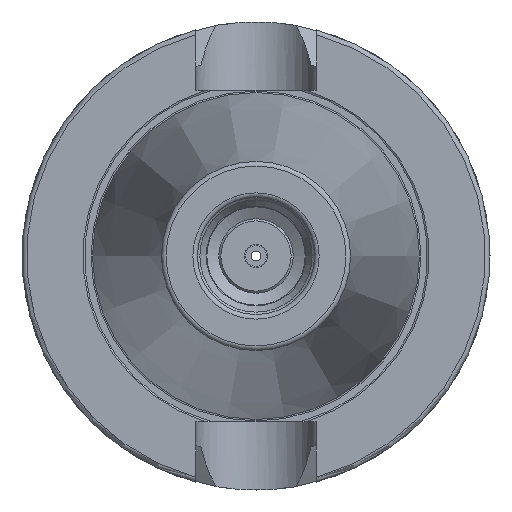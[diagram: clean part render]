
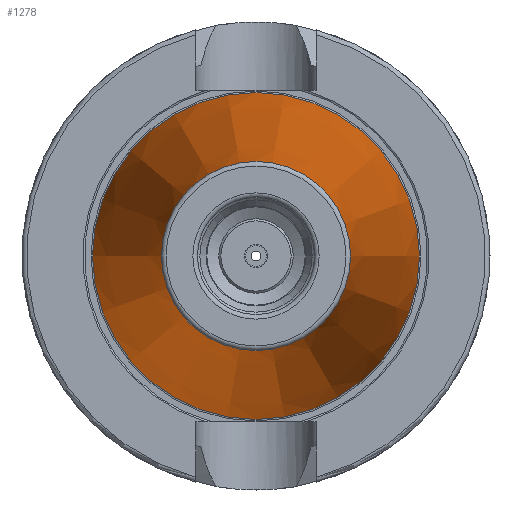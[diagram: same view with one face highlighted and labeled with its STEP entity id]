
A CAD part, left-side view. The second image highlights one B-rep face of the part: STEP entity #1278.
In plain terms, the highlighted conical face has half-angle 8.297 degrees and reference radius 27.564 mm.
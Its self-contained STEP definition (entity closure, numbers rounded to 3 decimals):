
#1251=CARTESIAN_POINT('',(-50.472,0.0,0.0));
#1252=DIRECTION('',(1.0,0.0,0.0));
#1253=DIRECTION('',(0.0,1.0,0.0));
#1254=AXIS2_PLACEMENT_3D('',#1251,#1252,#1253);
#1255=CONICAL_SURFACE('',#1254,27.564,8.297);
#1256=CARTESIAN_POINT('',(0.0,34.925,0.0));
#1257=VERTEX_POINT('',#1256);
#1258=CARTESIAN_POINT('',(0.0,0.0,0.0));
#1259=DIRECTION('',(1.0,0.0,0.0));
#1260=DIRECTION('',(0.0,1.0,0.0));
#1261=AXIS2_PLACEMENT_3D('',#1258,#1259,#1260);
#1262=CIRCLE('',#1261,34.925);
#1263=EDGE_CURVE('',#1257,#1257,#1262,.T.);
#1264=ORIENTED_EDGE('',*,*,#1263,.F.);
#1265=EDGE_LOOP('',(#1264));
#1266=FACE_OUTER_BOUND('',#1265,.T.);
#1267=CARTESIAN_POINT('',(-100.944,20.204,0.0));
#1268=VERTEX_POINT('',#1267);
#1269=CARTESIAN_POINT('',(-100.944,0.0,0.0));
#1270=DIRECTION('',(1.0,0.0,0.0));
#1271=DIRECTION('',(0.0,1.0,0.0));
#1272=AXIS2_PLACEMENT_3D('',#1269,#1270,#1271);
#1273=CIRCLE('',#1272,20.204);
#1274=EDGE_CURVE('',#1268,#1268,#1273,.T.);
#1275=ORIENTED_EDGE('',*,*,#1274,.T.);
#1276=EDGE_LOOP('',(#1275));
#1277=FACE_BOUND('',#1276,.T.);
#1278=ADVANCED_FACE('',(#1266,#1277),#1255,.T.);
